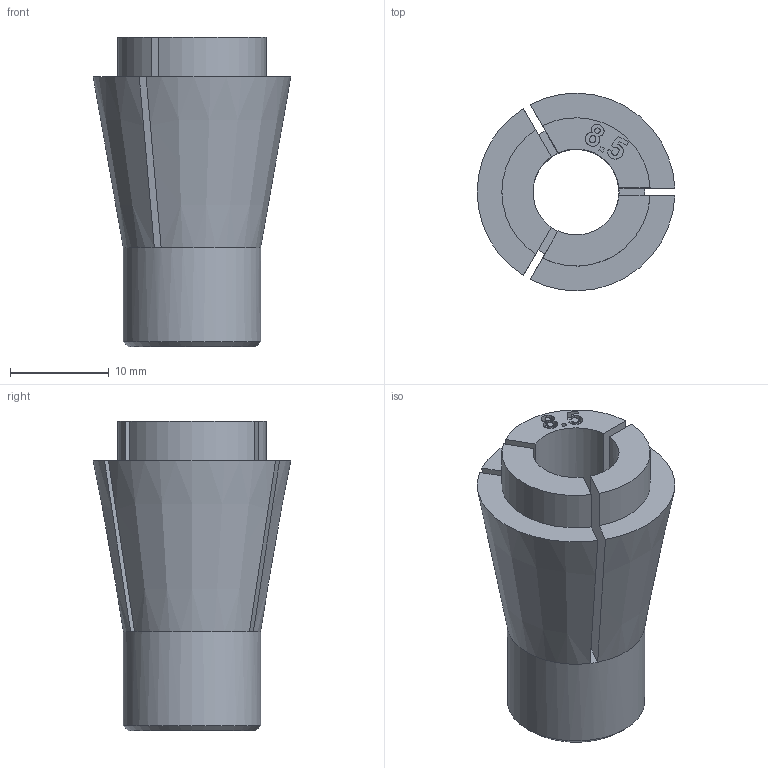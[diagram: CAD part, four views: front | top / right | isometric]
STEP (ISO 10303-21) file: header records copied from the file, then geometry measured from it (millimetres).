
FILE_DESCRIPTION(('FreeCAD Model'),'2;1');
FILE_NAME('Open CASCADE Shape Model','2024-03-30T09:19:48',(''),(''), 'Open CASCADE STEP processor 7.6','FreeCAD','Unknown');
FILE_SCHEMA(('AUTOMOTIVE_DESIGN { 1 0 10303 214 1 1 1 1 }'));
Length unit declared in the file: millimetre
Products named in the file (1): Collet_d=8.5
Bounding box: 19.99 x 20 x 31.3 mm (x, y, z)
Volume: 4100 mm3; surface area: 3159.7 mm2
Topology: 1 solids, 1 shells, 87 faces, 244 edges, 163 vertices
Faces by surface type: extrusion 46, plane 32, cylinder 5, cone 4
Full cylindrical faces by diameter (mm): 8.7 x1, 13.9 x1
Entity records: 2898 total; most frequent: CARTESIAN_POINT 771, ORIENTED_EDGE 488, DIRECTION 316, EDGE_CURVE 244, VECTOR 164, VERTEX_POINT 163, B_SPLINE_CURVE_WITH_KNOTS 138, LINE 118
